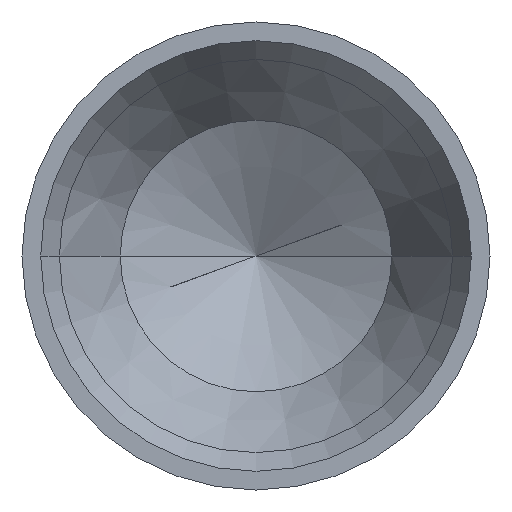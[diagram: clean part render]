
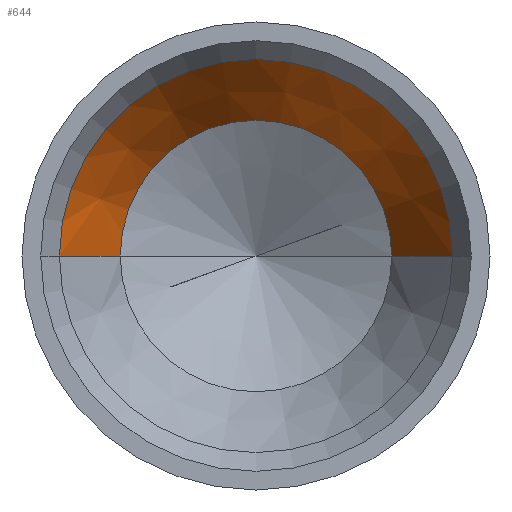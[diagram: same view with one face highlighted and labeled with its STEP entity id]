
A CAD part, front view. The second image highlights one B-rep face of the part: STEP entity #644.
In plain terms, the highlighted conical face has half-angle 30 degrees and reference radius 0.887 mm.
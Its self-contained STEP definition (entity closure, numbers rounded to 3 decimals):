
#150=DIRECTION('',(0.5,-0.866,0.));
#151=VECTOR('',#150,0.65);
#152=CARTESIAN_POINT('',(0.725,-19.237,0.));
#153=LINE('',#152,#151);
#154=CARTESIAN_POINT('',(0.,-19.237,0.));
#155=DIRECTION('',(0.,-1.,0.));
#156=DIRECTION('',(1.,0.,0.));
#157=AXIS2_PLACEMENT_3D('',#154,#155,#156);
#159=DIRECTION('',(-0.5,-0.866,0.));
#160=VECTOR('',#159,0.65);
#161=CARTESIAN_POINT('',(-0.725,-19.237,0.));
#162=LINE('',#161,#160);
#195=CARTESIAN_POINT('',(0.,-19.8,0.));
#196=DIRECTION('',(0.,-1.,0.));
#197=DIRECTION('',(1.,0.,0.));
#198=AXIS2_PLACEMENT_3D('',#195,#196,#197);
#437=CARTESIAN_POINT('',(0.725,-19.237,0.));
#438=VERTEX_POINT('',#437);
#439=CARTESIAN_POINT('',(1.05,-19.8,0.));
#440=VERTEX_POINT('',#439);
#443=CARTESIAN_POINT('',(-0.725,-19.237,0.));
#444=VERTEX_POINT('',#443);
#445=CARTESIAN_POINT('',(-1.05,-19.8,0.));
#446=VERTEX_POINT('',#445);
#630=CARTESIAN_POINT('',(0.,-19.519,0.));
#631=DIRECTION('',(0.,-1.,0.));
#632=DIRECTION('',(1.,0.,0.));
#633=AXIS2_PLACEMENT_3D('',#630,#631,#632);
#634=CONICAL_SURFACE('',#633,0.888,30.);
#636=ORIENTED_EDGE('',*,*,#635,.F.);
#637=ORIENTED_EDGE('',*,*,#601,.T.);
#639=ORIENTED_EDGE('',*,*,#638,.T.);
#641=ORIENTED_EDGE('',*,*,#640,.F.);
#642=EDGE_LOOP('',(#636,#637,#639,#641));
#643=FACE_OUTER_BOUND('',#642,.F.);
#158=CIRCLE('',#157,0.725);
#199=CIRCLE('',#198,1.05);
#601=EDGE_CURVE('',#438,#444,#158,.T.);
#635=EDGE_CURVE('',#438,#440,#153,.T.);
#638=EDGE_CURVE('',#444,#446,#162,.T.);
#640=EDGE_CURVE('',#440,#446,#199,.T.);
#644=ADVANCED_FACE('',(#643),#634,.F.);
